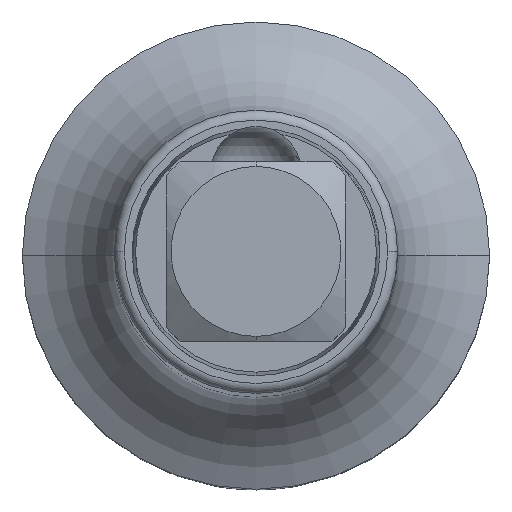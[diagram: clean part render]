
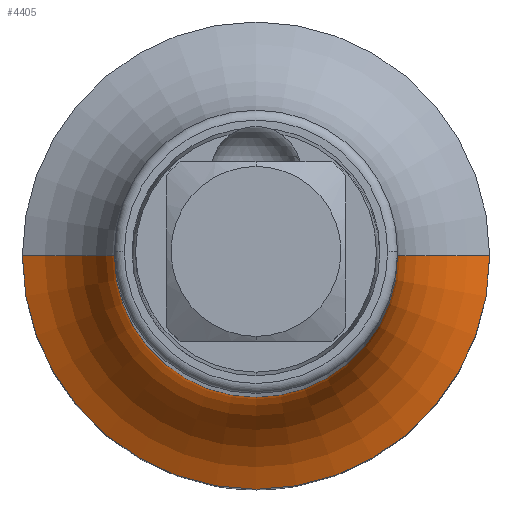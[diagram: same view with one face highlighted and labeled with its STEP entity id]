
A CAD part, top view. The second image highlights one B-rep face of the part: STEP entity #4405.
In plain terms, the highlighted toroidal (fillet/blend) face has major radius 20 mm and minor radius 10 mm.
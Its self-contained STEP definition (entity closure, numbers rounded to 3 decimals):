
#3879=CARTESIAN_POINT('',(0.,0.,27.7));
#3880=DIRECTION('',(0.,0.,1.));
#3881=DIRECTION('',(-1.,0.,0.));
#3882=AXIS2_PLACEMENT_3D('',#3879,#3880,#3881);
#3966=CARTESIAN_POINT('',(20.,0.,
37.067));
#3967=DIRECTION('',(0.,1.,0.));
#3968=DIRECTION('',(-0.35,0.,-0.937));
#3969=AXIS2_PLACEMENT_3D('',#3966,#3967,#3968);
#3974=CARTESIAN_POINT('',(-20.,0.,
37.067));
#3975=DIRECTION('',(0.,-1.,0.));
#3976=DIRECTION('',(0.35,0.,-0.937));
#3977=AXIS2_PLACEMENT_3D('',#3974,#3975,#3976);
#3990=CARTESIAN_POINT('',(0.,0.,37.067));
#3991=DIRECTION('',(0.,0.,1.));
#3992=DIRECTION('',(-1.,0.,0.));
#3993=AXIS2_PLACEMENT_3D('',#3990,#3991,#3992);
#4122=CARTESIAN_POINT('',(-16.5,0.,27.7));
#4123=CARTESIAN_POINT('',(16.5,0.,27.7));
#4124=VERTEX_POINT('',#4122);
#4125=VERTEX_POINT('',#4123);
#4126=CARTESIAN_POINT('',(-10.,0.,37.067));
#4127=CARTESIAN_POINT('',(10.,0.,37.067));
#4128=VERTEX_POINT('',#4126);
#4129=VERTEX_POINT('',#4127);
#4393=CARTESIAN_POINT('',(0.,0.,37.067));
#4394=DIRECTION('',(0.,0.,1.));
#4395=DIRECTION('',(-1.,0.,0.));
#4396=AXIS2_PLACEMENT_3D('',#4393,#4394,#4395);
#4397=TOROIDAL_SURFACE('',#4396,20.,10.);
#4398=ORIENTED_EDGE('',*,*,#4327,.F.);
#4399=ORIENTED_EDGE('',*,*,#4388,.T.);
#4401=ORIENTED_EDGE('',*,*,#4400,.T.);
#4402=ORIENTED_EDGE('',*,*,#4384,.F.);
#4403=EDGE_LOOP('',(#4398,#4399,#4401,#4402));
#4404=FACE_OUTER_BOUND('',#4403,.F.);
#4405=ADVANCED_FACE('',(#4404),#4397,.F.);
#3883=CIRCLE('',#3882,16.5);
#3970=CIRCLE('',#3969,10.);
#3978=CIRCLE('',#3977,10.);
#3994=CIRCLE('',#3993,10.);
#4327=EDGE_CURVE('',#4124,#4125,#3883,.T.);
#4384=EDGE_CURVE('',#4125,#4129,#3970,.T.);
#4388=EDGE_CURVE('',#4124,#4128,#3978,.T.);
#4400=EDGE_CURVE('',#4128,#4129,#3994,.T.);
